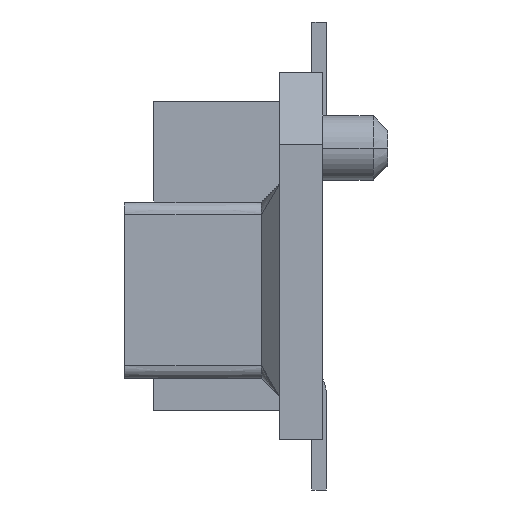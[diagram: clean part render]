
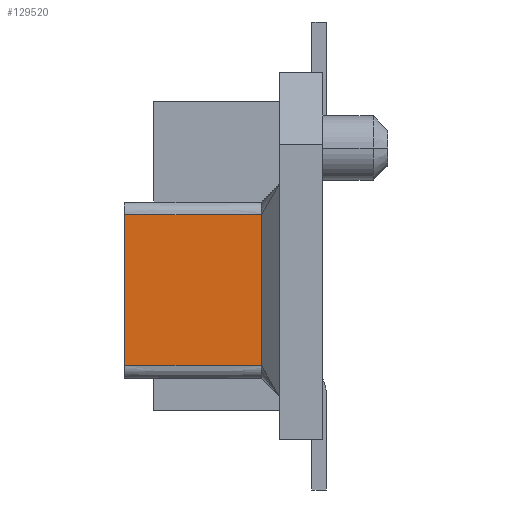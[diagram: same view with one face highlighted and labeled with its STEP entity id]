
A CAD part, left-side view. The second image highlights one B-rep face of the part: STEP entity #129520.
In plain terms, the highlighted planar face has unit normal (-1, 0, 0).
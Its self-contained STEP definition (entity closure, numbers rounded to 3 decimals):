
#126710=CARTESIAN_POINT('',(12.8,2.75,-1.526));
#126720=VERTEX_POINT('',#126710);
#126750=CARTESIAN_POINT('',(12.8,2.75,-1.526));
#126760=DIRECTION('',(0.,-1.,0.));
#126770=VECTOR('',#126760,1.);
#126780=LINE('',#126750,#126770);
#126790=CARTESIAN_POINT('',(12.8,0.85,-1.526));
#126800=VERTEX_POINT('',#126790);
#126810=EDGE_CURVE('',#126720,#126800,#126780,.T.);
#127670=CARTESIAN_POINT('',(12.8,0.85,0.576));
#127680=VERTEX_POINT('',#127670);
#128020=CARTESIAN_POINT('',(12.8,0.85,0.));
#128030=DIRECTION('',(0.,0.,1.));
#128040=VECTOR('',#128030,1.);
#128050=LINE('',#128020,#128040);
#128060=EDGE_CURVE('',#126800,#127680,#128050,.T.);
#128200=CARTESIAN_POINT('',(12.8,2.75,0.576));
#128210=DIRECTION('',(0.,-1.,0.));
#128220=VECTOR('',#128210,1.);
#128230=LINE('',#128200,#128220);
#128240=CARTESIAN_POINT('',(12.8,2.75,0.576));
#128250=VERTEX_POINT('',#128240);
#128260=EDGE_CURVE('',#128250,#127680,#128230,.T.);
#129290=CARTESIAN_POINT('',(12.8,2.75,0.));
#129300=DIRECTION('',(0.,0.,1.));
#129310=VECTOR('',#129300,1.);
#129320=LINE('',#129290,#129310);
#129330=EDGE_CURVE('',#126720,#128250,#129320,.T.);
#129410=CARTESIAN_POINT('',(12.8,1.8,-0.475));
#129420=DIRECTION('',(-1.,0.,0.));
#129430=DIRECTION('',(0.,1.,0.));
#129440=AXIS2_PLACEMENT_3D('',#129410,#129420,#129430);
#129450=PLANE('',#129440);
#129460=ORIENTED_EDGE('',*,*,#126810,.T.);
#129470=ORIENTED_EDGE('',*,*,#129330,.F.);
#129480=ORIENTED_EDGE('',*,*,#128260,.F.);
#129490=ORIENTED_EDGE('',*,*,#128060,.T.);
#129500=EDGE_LOOP('',(#129490,#129480,#129470,#129460));
#129510=FACE_OUTER_BOUND('',#129500,.T.);
#129520=ADVANCED_FACE('',(#129510),#129450,.T.);
